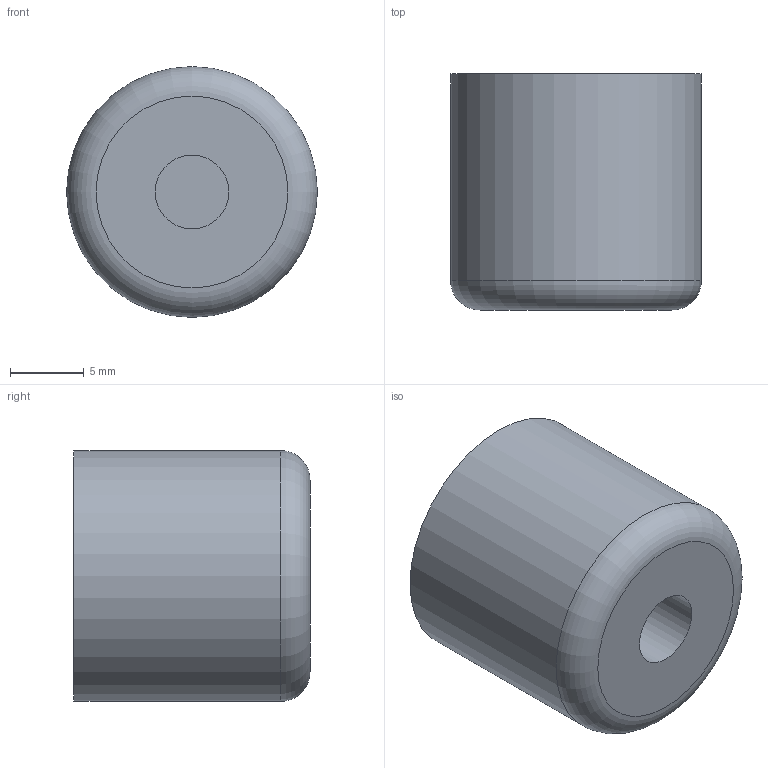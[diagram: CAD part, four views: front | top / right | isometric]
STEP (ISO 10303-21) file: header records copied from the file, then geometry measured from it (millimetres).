
FILE_DESCRIPTION(/* description */ ('','CAx-IF Rec.Pracs.---Representation and Presentation of Product Manufacturing Information (PMI)---4.0---2014-10-13'),/* implementation_level */ '2;1');
FILE_NAME(/* name */ 'GM16250.stp',/* time_stamp */ '2020-09-03T10:16:17+02:00',/* author */ ('tm'),/* organization */ (''),/* preprocessor_version */ 'ST-DEVELOPER v17.2',/* originating_system */ 'Autodesk Inventor 2019',/* authorisation */ '');
FILE_SCHEMA (('AP242_MANAGED_MODEL_BASED_3D_ENGINEERING_MIM_LF { 1 0 10303 442 1 1 4 }'));
Length unit declared in the file: millimetre
Products named in the file (4): GM16250; E0133573; E0133572; E0133571
Assembly tree (3 placements, depth 2):
  GM16250
    E0133573
    E0133572
    E0133571
Bounding box: 17 x 16 x 17 mm (x, y, z)
Volume: 3490.1 mm3; surface area: 3515 mm2
Topology: 3 solids, 3 shells, 47 faces, 119 edges, 82 vertices
Faces by surface type: plane 24, bspline 16, cylinder 6, torus 1
Full cylindrical faces by diameter (mm): 5 x1, 14 x2, 15 x2, 17 x1
Entity records: 1758 total; most frequent: CARTESIAN_POINT 507, ORIENTED_EDGE 228, DIRECTION 188, EDGE_CURVE 114, VERTEX_POINT 77, LINE 64, VECTOR 64, AXIS2_PLACEMENT_3D 62
